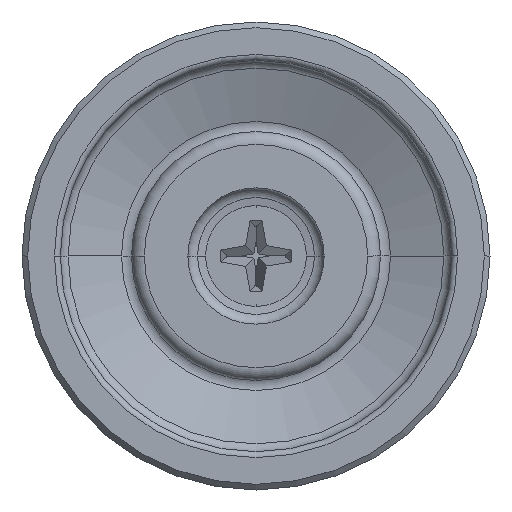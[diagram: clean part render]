
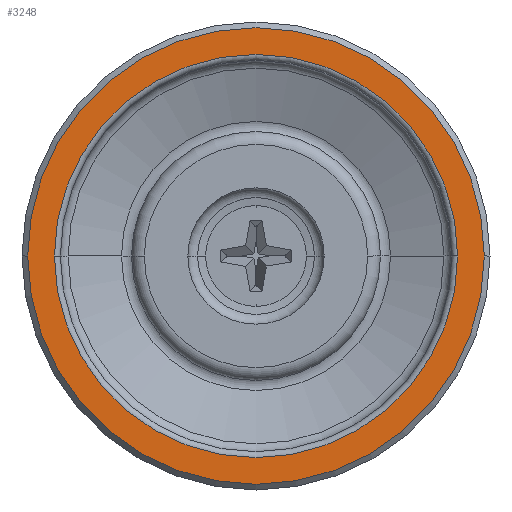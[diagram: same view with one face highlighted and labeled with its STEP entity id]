
A CAD part, front view. The second image highlights one B-rep face of the part: STEP entity #3248.
In plain terms, the highlighted planar face has unit normal (0, -1, 0).
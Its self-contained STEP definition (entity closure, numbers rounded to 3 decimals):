
#22 = CARTESIAN_POINT ( 'NONE',  ( -19.25, -0.396, 0. ) ) ;
#44 = DIRECTION ( 'NONE',  ( 0., 1., 0. ) ) ;
#87 = VERTEX_POINT ( 'NONE', #2641 ) ;
#220 = AXIS2_PLACEMENT_3D ( 'NONE', #1145, #2907, #1397 ) ;
#304 = CARTESIAN_POINT ( 'NONE',  ( 0., -0.396, 0. ) ) ;
#369 = VERTEX_POINT ( 'NONE', #2358 ) ;
#485 = DIRECTION ( 'NONE',  ( 0., -1., 0. ) ) ;
#529 = FACE_OUTER_BOUND ( 'NONE', #863, .T. ) ;
#543 = CARTESIAN_POINT ( 'NONE',  ( 16.5, -0.396, 0. ) ) ;
#570 = DIRECTION ( 'NONE',  ( -1., 0., 0. ) ) ;
#693 = AXIS2_PLACEMENT_3D ( 'NONE', #304, #2071, #570 ) ;
#863 = EDGE_LOOP ( 'NONE', ( #3286, #2992 ) ) ;
#941 = EDGE_CURVE ( 'NONE', #369, #2166, #2399, .T. ) ;
#1030 = EDGE_CURVE ( 'NONE', #2166, #369, #2756, .T. ) ;
#1048 = DIRECTION ( 'NONE',  ( 0., -1., 0. ) ) ;
#1145 = CARTESIAN_POINT ( 'NONE',  ( 0., -0.396, 0. ) ) ;
#1203 = FACE_BOUND ( 'NONE', #1446, .T. ) ;
#1285 = CIRCLE ( 'NONE', #2030, 19.25 ) ;
#1340 = ORIENTED_EDGE ( 'NONE', *, *, #941, .T. ) ;
#1397 = DIRECTION ( 'NONE',  ( -1., 0., 0. ) ) ;
#1425 = AXIS2_PLACEMENT_3D ( 'NONE', #1988, #485, #2231 ) ;
#1446 = EDGE_LOOP ( 'NONE', ( #1340, #1670 ) ) ;
#1516 = CARTESIAN_POINT ( 'NONE',  ( 17., -0.396, 0. ) ) ;
#1562 = EDGE_CURVE ( 'NONE', #87, #1954, #3038, .T. ) ;
#1670 = ORIENTED_EDGE ( 'NONE', *, *, #1030, .T. ) ;
#1802 = DIRECTION ( 'NONE',  ( -1., 0., 0. ) ) ;
#1954 = VERTEX_POINT ( 'NONE', #22 ) ;
#1988 = CARTESIAN_POINT ( 'NONE',  ( 0., -0.396, 0. ) ) ;
#2030 = AXIS2_PLACEMENT_3D ( 'NONE', #2561, #1048, #2821 ) ;
#2071 = DIRECTION ( 'NONE',  ( 0., 1., 0. ) ) ;
#2166 = VERTEX_POINT ( 'NONE', #1516 ) ;
#2231 = DIRECTION ( 'NONE',  ( -1., 0., 0. ) ) ;
#2358 = CARTESIAN_POINT ( 'NONE',  ( -17., -0.396, 0. ) ) ;
#2399 = CIRCLE ( 'NONE', #220, 17. ) ;
#2553 = AXIS2_PLACEMENT_3D ( 'NONE', #543, #44, #1802 ) ;
#2561 = CARTESIAN_POINT ( 'NONE',  ( 0., -0.396, 0. ) ) ;
#2641 = CARTESIAN_POINT ( 'NONE',  ( 19.25, -0.396, 0. ) ) ;
#2756 = CIRCLE ( 'NONE', #693, 17. ) ;
#2821 = DIRECTION ( 'NONE',  ( -1., 0., 0. ) ) ;
#2907 = DIRECTION ( 'NONE',  ( 0., 1., 0. ) ) ;
#2992 = ORIENTED_EDGE ( 'NONE', *, *, #1562, .T. ) ;
#3038 = CIRCLE ( 'NONE', #1425, 19.25 ) ;
#3087 = PLANE ( 'NONE',  #2553 ) ;
#3240 = EDGE_CURVE ( 'NONE', #1954, #87, #1285, .T. ) ;
#3248 = ADVANCED_FACE ( 'NONE', ( #1203, #529 ), #3087, .F. ) ;
#3286 = ORIENTED_EDGE ( 'NONE', *, *, #3240, .T. ) ;
